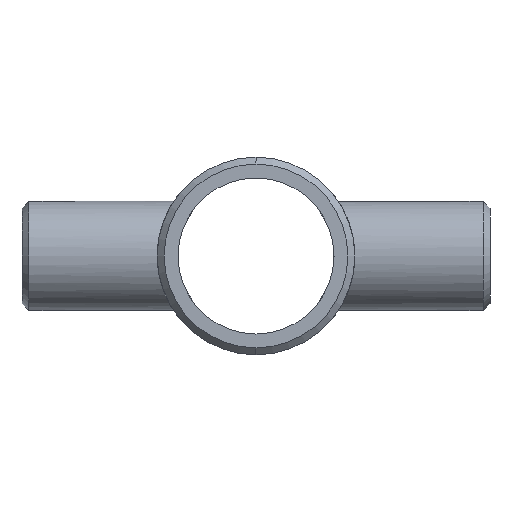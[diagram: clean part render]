
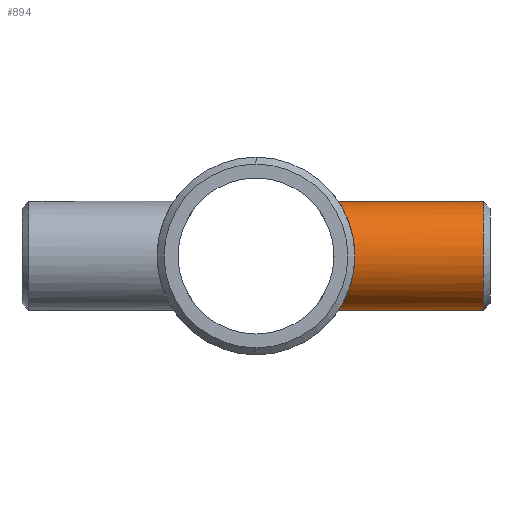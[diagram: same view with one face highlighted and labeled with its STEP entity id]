
A CAD part, left-side view. The second image highlights one B-rep face of the part: STEP entity #894.
In plain terms, the highlighted cylindrical face has radius 13.335 mm (diameter 26.67 mm), a partial arc.
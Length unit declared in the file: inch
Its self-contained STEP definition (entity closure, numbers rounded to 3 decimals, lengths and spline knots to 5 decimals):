
#28 = CARTESIAN_POINT ( 'NONE',  ( -0.32066, -0.85414, 0.41604 ) ) ;
#51 = CARTESIAN_POINT ( 'NONE',  ( -0.17132, -0.80992, 0.49656 ) ) ;
#68 = CARTESIAN_POINT ( 'NONE',  ( -0.32122, -0.85403, -0.41664 ) ) ;
#115 = CARTESIAN_POINT ( 'NONE',  ( -0.49632, -0.93444, 0.17203 ) ) ;
#126 = CARTESIAN_POINT ( 'NONE',  ( 0., -0.79175, 0.525 ) ) ;
#133 = CARTESIAN_POINT ( 'NONE',  ( -0.50769, -0.94052, -0.13818 ) ) ;
#137 = CIRCLE ( 'NONE', #474, 0.525 ) ;
#141 = DIRECTION ( 'NONE',  ( 0., 1., 0. ) ) ;
#148 = EDGE_CURVE ( 'NONE', #390, #213, #137, .T. ) ;
#204 = CARTESIAN_POINT ( 'NONE',  ( -0.52067, -0.94762, -0.06955 ) ) ;
#213 = VERTEX_POINT ( 'NONE', #1087 ) ;
#233 = CARTESIAN_POINT ( 'NONE',  ( 0., -2.25, -0.525 ) ) ;
#238 = CARTESIAN_POINT ( 'NONE',  ( -0.41643, -0.89443, -0.3215 ) ) ;
#245 = CARTESIAN_POINT ( 'NONE',  ( 0., -0.79175, -0.525 ) ) ;
#255 = DIRECTION ( 'NONE',  ( 0., 0., -1. ) ) ;
#285 = VERTEX_POINT ( 'NONE', #815 ) ;
#289 = CARTESIAN_POINT ( 'NONE',  ( -0.52145, -0.94802, 0.07034 ) ) ;
#291 = VECTOR ( 'NONE', #141, 39.37008 ) ;
#310 = CARTESIAN_POINT ( 'NONE',  ( -0.46981, -0.92062, 0.23493 ) ) ;
#334 = CARTESIAN_POINT ( 'NONE',  ( -0.03541, -0.79235, -0.5241 ) ) ;
#345 = FACE_OUTER_BOUND ( 'NONE', #897, .T. ) ;
#355 = LINE ( 'NONE', #950, #809 ) ;
#361 = EDGE_CURVE ( 'NONE', #964, #285, #868, .T. ) ;
#371 = CARTESIAN_POINT ( 'NONE',  ( -0.51094, -0.9423, 0.12195 ) ) ;
#384 = ORIENTED_EDGE ( 'NONE', *, *, #148, .T. ) ;
#387 = CARTESIAN_POINT ( 'NONE',  ( -0.08753, -0.7964, 0.51794 ) ) ;
#390 = VERTEX_POINT ( 'NONE', #1023 ) ;
#393 = ORIENTED_EDGE ( 'NONE', *, *, #928, .T. ) ;
#395 = CARTESIAN_POINT ( 'NONE',  ( -0.45362, -0.91247, 0.26485 ) ) ;
#407 = CARTESIAN_POINT ( 'NONE',  ( -0.45429, -0.91268, -0.26532 ) ) ;
#453 = CARTESIAN_POINT ( 'NONE',  ( -0.51805, -0.94617, -0.08693 ) ) ;
#459 = CARTESIAN_POINT ( 'NONE',  ( -0.12156, -0.80085, 0.51103 ) ) ;
#465 = CARTESIAN_POINT ( 'NONE',  ( -0.34672, -0.86426, 0.39458 ) ) ;
#472 = CARTESIAN_POINT ( 'NONE',  ( -0.49749, -0.93501, -0.17127 ) ) ;
#473 = CARTESIAN_POINT ( 'NONE',  ( 0., -0.79175, 0.525 ) ) ;
#474 = AXIS2_PLACEMENT_3D ( 'NONE', #962, #713, #1061 ) ;
#486 = CARTESIAN_POINT ( 'NONE',  ( -0.01771, -0.79175, -0.525 ) ) ;
#538 = CARTESIAN_POINT ( 'NONE',  ( -0.3947, -0.88442, 0.34779 ) ) ;
#543 = CARTESIAN_POINT ( 'NONE',  ( -0.07025, -0.79467, 0.52058 ) ) ;
#561 = CARTESIAN_POINT ( 'NONE',  ( -0.35915, -0.86934, 0.3833 ) ) ;
#567 = CARTESIAN_POINT ( 'NONE',  ( -0.34706, -0.86421, -0.39535 ) ) ;
#576 = CARTESIAN_POINT ( 'NONE',  ( -0.26445, -0.83463, -0.45385 ) ) ;
#624 = CARTESIAN_POINT ( 'NONE',  ( -0.52495, -0.94997, 0.03566 ) ) ;
#631 = CARTESIAN_POINT ( 'NONE',  ( -0.23521, -0.82538, 0.47062 ) ) ;
#643 = CARTESIAN_POINT ( 'NONE',  ( -0.52502, -0.95001, -0.01677 ) ) ;
#685 = DIRECTION ( 'NONE',  ( 0., 1., 0. ) ) ;
#708 = CARTESIAN_POINT ( 'NONE',  ( -0.03514, -0.79234, 0.52412 ) ) ;
#713 = DIRECTION ( 'NONE',  ( 0., 1., 0. ) ) ;
#722 = CARTESIAN_POINT ( 'NONE',  ( -0.49043, -0.93132, 0.18814 ) ) ;
#726 = CARTESIAN_POINT ( 'NONE',  ( -0.26496, -0.8345, 0.45449 ) ) ;
#733 = CARTESIAN_POINT ( 'NONE',  ( -0.18766, -0.81354, 0.49062 ) ) ;
#748 = CARTESIAN_POINT ( 'NONE',  ( -0.23455, -0.82564, -0.47 ) ) ;
#754 = CARTESIAN_POINT ( 'NONE',  ( -0.13955, -0.80323, -0.50733 ) ) ;
#760 = CARTESIAN_POINT ( 'NONE',  ( -0.17228, -0.80971, -0.49709 ) ) ;
#784 = ORIENTED_EDGE ( 'NONE', *, *, #361, .T. ) ;
#807 = CARTESIAN_POINT ( 'NONE',  ( -0.50656, -0.93993, 0.13899 ) ) ;
#809 = VECTOR ( 'NONE', #685, 39.37008 ) ;
#815 = CARTESIAN_POINT ( 'NONE',  ( 0., -0.79175, -0.525 ) ) ;
#828 = CARTESIAN_POINT ( 'NONE',  ( -0.08794, -0.79644, -0.51788 ) ) ;
#837 = CARTESIAN_POINT ( 'NONE',  ( -0.47057, -0.92097, -0.23536 ) ) ;
#842 = CARTESIAN_POINT ( 'NONE',  ( -0.39462, -0.88438, -0.34789 ) ) ;
#850 = DIRECTION ( 'NONE',  ( 0., 1., 0. ) ) ;
#868 = B_SPLINE_CURVE_WITH_KNOTS ( 'NONE', 3,
 ( #126, #997, #708, #543, #387, #459, #904, #51, #733, #631, #726, #892, #28, #465, #561, #538, #978, #1077, #395, #310, #1057, #722, #115, #807, #371, #289, #624, #643, #1082, #204, #453, #133, #472, #837, #407, #238, #842, #567, #68, #925, #576, #748, #1103, #760, #754, #828, #1003, #334, #486, #245 ),
 .UNSPECIFIED., .F., .F.,
 ( 4, 2, 2, 2, 2, 2, 2, 2, 2, 2, 2, 2, 2, 2, 2, 2, 2, 2, 2, 2, 2, 2, 2, 2, 4 ),
 ( 0.0426, 0.04392, 0.04525, 0.04658, 0.04791, 0.05056, 0.05189, 0.05322, 0.05587, 0.0572, 0.05853, 0.05986, 0.06119, 0.06384, 0.06517, 0.0665, 0.06915, 0.07181, 0.07446, 0.07712, 0.07845, 0.07977, 0.08243, 0.08376, 0.08508 ),
 .UNSPECIFIED. ) ;
#892 = CARTESIAN_POINT ( 'NONE',  ( -0.30701, -0.84909, 0.42621 ) ) ;
#894 = ADVANCED_FACE ( 'NONE', ( #345 ), #1029, .T. ) ;
#897 = EDGE_LOOP ( 'NONE', ( #384, #393, #784, #1073 ) ) ;
#904 = CARTESIAN_POINT ( 'NONE',  ( -0.13831, -0.80358, 0.50675 ) ) ;
#925 = CARTESIAN_POINT ( 'NONE',  ( -0.27911, -0.83941, -0.44498 ) ) ;
#928 = EDGE_CURVE ( 'NONE', #213, #964, #355, .T. ) ;
#950 = CARTESIAN_POINT ( 'NONE',  ( 0., -2.25, 0.525 ) ) ;
#951 = AXIS2_PLACEMENT_3D ( 'NONE', #1033, #850, #255 ) ;
#962 = CARTESIAN_POINT ( 'NONE',  ( 0., -2.18333, 0. ) ) ;
#964 = VERTEX_POINT ( 'NONE', #473 ) ;
#978 = CARTESIAN_POINT ( 'NONE',  ( -0.41612, -0.89429, 0.32192 ) ) ;
#995 = EDGE_CURVE ( 'NONE', #390, #285, #1084, .T. ) ;
#997 = CARTESIAN_POINT ( 'NONE',  ( -0.01747, -0.79175, 0.525 ) ) ;
#1003 = CARTESIAN_POINT ( 'NONE',  ( -0.07046, -0.79469, -0.52055 ) ) ;
#1023 = CARTESIAN_POINT ( 'NONE',  ( 0., -2.18333, -0.525 ) ) ;
#1029 = CYLINDRICAL_SURFACE ( 'NONE', #951, 0.525 ) ;
#1033 = CARTESIAN_POINT ( 'NONE',  ( 0., -2.25, 0. ) ) ;
#1057 = CARTESIAN_POINT ( 'NONE',  ( -0.47718, -0.92441, 0.21959 ) ) ;
#1061 = DIRECTION ( 'NONE',  ( 0., 0., -1. ) ) ;
#1073 = ORIENTED_EDGE ( 'NONE', *, *, #995, .F. ) ;
#1077 = CARTESIAN_POINT ( 'NONE',  ( -0.44476, -0.90808, 0.27948 ) ) ;
#1082 = CARTESIAN_POINT ( 'NONE',  ( -0.52418, -0.94954, -0.03431 ) ) ;
#1084 = LINE ( 'NONE', #233, #291 ) ;
#1087 = CARTESIAN_POINT ( 'NONE',  ( 0., -2.18333, 0.525 ) ) ;
#1103 = CARTESIAN_POINT ( 'NONE',  ( -0.21925, -0.82141, -0.47733 ) ) ;
